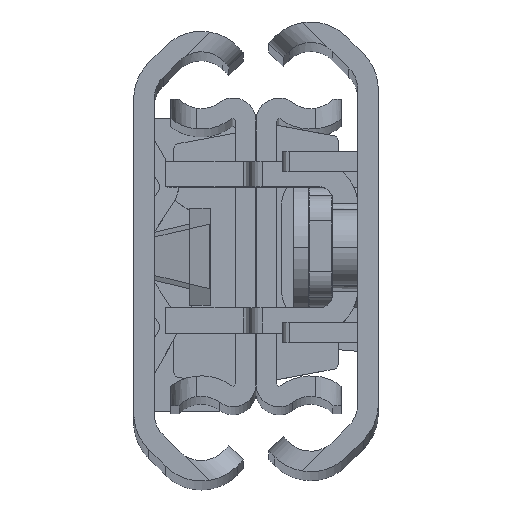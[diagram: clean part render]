
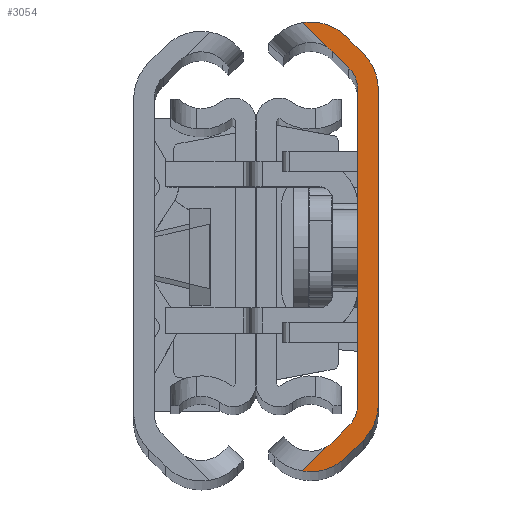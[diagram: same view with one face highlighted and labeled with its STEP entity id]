
A CAD part, top view. The second image highlights one B-rep face of the part: STEP entity #3054.
In plain terms, the highlighted face is planar.
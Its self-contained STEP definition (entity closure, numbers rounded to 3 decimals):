
#169 = CIRCLE ( 'NONE', #3077, 4. ) ;
#305 = ORIENTED_EDGE ( 'NONE', *, *, #2404, .F. ) ;
#346 = AXIS2_PLACEMENT_3D ( 'NONE', #2375, #6314, #10246 ) ;
#357 = CIRCLE ( 'NONE', #7576, 2.4 ) ;
#458 = CARTESIAN_POINT ( 'NONE',  ( 2.486, -16.484, -406.4 ) ) ;
#493 = VERTEX_POINT ( 'NONE', #1741 ) ;
#620 = CARTESIAN_POINT ( 'NONE',  ( 5.955, 17.596, -406.4 ) ) ;
#753 = DIRECTION ( 'NONE',  ( -0.707, 0.707, 0. ) ) ;
#810 = AXIS2_PLACEMENT_3D ( 'NONE', #12110, #9396, #2312 ) ;
#832 = VECTOR ( 'NONE', #753, 1000. ) ;
#913 = DIRECTION ( 'NONE',  ( 0., 0., 1. ) ) ;
#1041 = DIRECTION ( 'NONE',  ( 1., 0., 0. ) ) ;
#1086 = LINE ( 'NONE', #5022, #2489 ) ;
#1284 = DIRECTION ( 'NONE',  ( 0.707, -0.707, 0. ) ) ;
#1389 = VERTEX_POINT ( 'NONE', #10720 ) ;
#1402 = FACE_OUTER_BOUND ( 'NONE', #11745, .T. ) ;
#1428 = VERTEX_POINT ( 'NONE', #9752 ) ;
#1432 = EDGE_CURVE ( 'NONE', #1850, #2879, #1808, .T. ) ;
#1562 = CIRCLE ( 'NONE', #2600, 4. ) ;
#1666 = EDGE_CURVE ( 'NONE', #1428, #2100, #12322, .T. ) ;
#1713 = CARTESIAN_POINT ( 'NONE',  ( 2.303, 14.039, -406.4 ) ) ;
#1741 = CARTESIAN_POINT ( 'NONE',  ( 4.061, -15.702, -406.4 ) ) ;
#1808 = CIRCLE ( 'NONE', #2224, 3.98 ) ;
#1825 = AXIS2_PLACEMENT_3D ( 'NONE', #7257, #2350, #5325 ) ;
#1850 = VERTEX_POINT ( 'NONE', #458 ) ;
#2100 = VERTEX_POINT ( 'NONE', #11829 ) ;
#2131 = CARTESIAN_POINT ( 'NONE',  ( 5.955, -17.596, -406.4 ) ) ;
#2214 = AXIS2_PLACEMENT_3D ( 'NONE', #3822, #7745, #1041 ) ;
#2224 = AXIS2_PLACEMENT_3D ( 'NONE', #3964, #913, #4856 ) ;
#2312 = DIRECTION ( 'NONE',  ( 1., 0., 0. ) ) ;
#2350 = DIRECTION ( 'NONE',  ( 0., 0., 1. ) ) ;
#2375 = CARTESIAN_POINT ( 'NONE',  ( 5.3, -13.67, -406.4 ) ) ;
#2404 = EDGE_CURVE ( 'NONE', #11600, #10080, #169, .T. ) ;
#2415 = DIRECTION ( 'NONE',  ( 0.707, -0.707, 0. ) ) ;
#2489 = VECTOR ( 'NONE', #8886, 1000. ) ;
#2507 = VERTEX_POINT ( 'NONE', #5047 ) ;
#2553 = LINE ( 'NONE', #4622, #5750 ) ;
#2600 = AXIS2_PLACEMENT_3D ( 'NONE', #5477, #3413, #12238 ) ;
#2620 = VERTEX_POINT ( 'NONE', #11413 ) ;
#2713 = VERTEX_POINT ( 'NONE', #3371 ) ;
#2741 = DIRECTION ( 'NONE',  ( 1., 0., 0. ) ) ;
#2872 = EDGE_CURVE ( 'NONE', #10080, #11861, #8898, .T. ) ;
#2879 = VERTEX_POINT ( 'NONE', #2131 ) ;
#3054 = ADVANCED_FACE ( 'NONE', ( #1402 ), #11259, .F. ) ;
#3077 = AXIS2_PLACEMENT_3D ( 'NONE', #12732, #12607, #2741 ) ;
#3149 = CARTESIAN_POINT ( 'NONE',  ( 2.303, 14.039, -406.4 ) ) ;
#3292 = CARTESIAN_POINT ( 'NONE',  ( 1.172, -15.17, -406.4 ) ) ;
#3371 = CARTESIAN_POINT ( 'NONE',  ( 2.303, -14.039, -406.4 ) ) ;
#3413 = DIRECTION ( 'NONE',  ( 0., 0., 1. ) ) ;
#3515 = EDGE_CURVE ( 'NONE', #3775, #11600, #11371, .T. ) ;
#3775 = VERTEX_POINT ( 'NONE', #11877 ) ;
#3822 = CARTESIAN_POINT ( 'NONE',  ( 5.3, 13.67, -406.4 ) ) ;
#3937 = ORIENTED_EDGE ( 'NONE', *, *, #8203, .F. ) ;
#3964 = CARTESIAN_POINT ( 'NONE',  ( 5.3, -13.67, -406.4 ) ) ;
#4111 = DIRECTION ( 'NONE',  ( 0.707, 0.707, 0. ) ) ;
#4196 = DIRECTION ( 'NONE',  ( 0., 0., -1. ) ) ;
#4287 = CIRCLE ( 'NONE', #6553, 2.4 ) ;
#4329 = ORIENTED_EDGE ( 'NONE', *, *, #1432, .F. ) ;
#4388 = EDGE_CURVE ( 'NONE', #2507, #2713, #10503, .T. ) ;
#4403 = ORIENTED_EDGE ( 'NONE', *, *, #10073, .F. ) ;
#4514 = EDGE_CURVE ( 'NONE', #4873, #10932, #1086, .T. ) ;
#4596 = CARTESIAN_POINT ( 'NONE',  ( 1.6, 0., -406.4 ) ) ;
#4622 = CARTESIAN_POINT ( 'NONE',  ( 6.479, -18.12, -406.4 ) ) ;
#4856 = DIRECTION ( 'NONE',  ( 1., 0., 0. ) ) ;
#4873 = VERTEX_POINT ( 'NONE', #620 ) ;
#4995 = ORIENTED_EDGE ( 'NONE', *, *, #7540, .F. ) ;
#5022 = CARTESIAN_POINT ( 'NONE',  ( 5.347, 16.989, -406.4 ) ) ;
#5047 = CARTESIAN_POINT ( 'NONE',  ( 3.617, -15.353, -406.4 ) ) ;
#5087 = CARTESIAN_POINT ( 'NONE',  ( 4., -12.342, -406.4 ) ) ;
#5128 = ORIENTED_EDGE ( 'NONE', *, *, #9773, .F. ) ;
#5139 = VECTOR ( 'NONE', #9938, 1000. ) ;
#5223 = ORIENTED_EDGE ( 'NONE', *, *, #4514, .T. ) ;
#5325 = DIRECTION ( 'NONE',  ( 1., 0., 0. ) ) ;
#5330 = VECTOR ( 'NONE', #1284, 1000. ) ;
#5342 = ORIENTED_EDGE ( 'NONE', *, *, #9810, .T. ) ;
#5477 = CARTESIAN_POINT ( 'NONE',  ( 4., -12.342, -406.4 ) ) ;
#5489 = ORIENTED_EDGE ( 'NONE', *, *, #10742, .F. ) ;
#5510 = CARTESIAN_POINT ( 'NONE',  ( 1.172, 15.17, -406.4 ) ) ;
#5750 = VECTOR ( 'NONE', #2415, 1000. ) ;
#5928 = CARTESIAN_POINT ( 'NONE',  ( 1.172, 15.17, -406.4 ) ) ;
#6314 = DIRECTION ( 'NONE',  ( 0., 0., -1. ) ) ;
#6389 = DIRECTION ( 'NONE',  ( 0., 1., 0. ) ) ;
#6421 = EDGE_CURVE ( 'NONE', #11861, #1389, #1562, .T. ) ;
#6438 = DIRECTION ( 'NONE',  ( 0., 0., -1. ) ) ;
#6477 = DIRECTION ( 'NONE',  ( -0.707, -0.707, 0. ) ) ;
#6553 = AXIS2_PLACEMENT_3D ( 'NONE', #5087, #4196, #10110 ) ;
#6583 = VECTOR ( 'NONE', #4111, 1000. ) ;
#6906 = CARTESIAN_POINT ( 'NONE',  ( 0., 0., -406.4 ) ) ;
#6936 = LINE ( 'NONE', #3149, #6583 ) ;
#7074 = ORIENTED_EDGE ( 'NONE', *, *, #6421, .F. ) ;
#7181 = ORIENTED_EDGE ( 'NONE', *, *, #2872, .F. ) ;
#7257 = CARTESIAN_POINT ( 'NONE',  ( 5.3, 13.67, -406.4 ) ) ;
#7408 = VECTOR ( 'NONE', #6477, 1000. ) ;
#7540 = EDGE_CURVE ( 'NONE', #2620, #10932, #7776, .T. ) ;
#7576 = AXIS2_PLACEMENT_3D ( 'NONE', #11519, #6438, #10559 ) ;
#7598 = CARTESIAN_POINT ( 'NONE',  ( 2.303, -14.039, -406.4 ) ) ;
#7660 = EDGE_CURVE ( 'NONE', #493, #2507, #8396, .T. ) ;
#7745 = DIRECTION ( 'NONE',  ( 0., 0., -1. ) ) ;
#7776 = CIRCLE ( 'NONE', #2214, 2.38 ) ;
#8055 = EDGE_CURVE ( 'NONE', #2713, #1428, #4287, .T. ) ;
#8191 = VECTOR ( 'NONE', #6389, 1000. ) ;
#8197 = CIRCLE ( 'NONE', #1825, 3.98 ) ;
#8203 = EDGE_CURVE ( 'NONE', #2100, #8724, #357, .T. ) ;
#8396 = CIRCLE ( 'NONE', #346, 2.38 ) ;
#8724 = VERTEX_POINT ( 'NONE', #1713 ) ;
#8886 = DIRECTION ( 'NONE',  ( -0.707, -0.707, 0. ) ) ;
#8898 = LINE ( 'NONE', #6906, #5139 ) ;
#9272 = LINE ( 'NONE', #3292, #5330 ) ;
#9396 = DIRECTION ( 'NONE',  ( 0., 0., 1. ) ) ;
#9752 = CARTESIAN_POINT ( 'NONE',  ( 1.6, -12.342, -406.4 ) ) ;
#9773 = EDGE_CURVE ( 'NONE', #4873, #3775, #8197, .T. ) ;
#9810 = EDGE_CURVE ( 'NONE', #493, #2879, #2553, .T. ) ;
#9938 = DIRECTION ( 'NONE',  ( 0., -1., 0. ) ) ;
#10073 = EDGE_CURVE ( 'NONE', #1389, #1850, #9272, .T. ) ;
#10080 = VERTEX_POINT ( 'NONE', #11199 ) ;
#10110 = DIRECTION ( 'NONE',  ( 1., 0., 0. ) ) ;
#10246 = DIRECTION ( 'NONE',  ( 1., 0., 0. ) ) ;
#10297 = ORIENTED_EDGE ( 'NONE', *, *, #4388, .F. ) ;
#10503 = LINE ( 'NONE', #7598, #832 ) ;
#10550 = ORIENTED_EDGE ( 'NONE', *, *, #8055, .F. ) ;
#10557 = CARTESIAN_POINT ( 'NONE',  ( 0., -12.342, -406.4 ) ) ;
#10559 = DIRECTION ( 'NONE',  ( 1., 0., 0. ) ) ;
#10720 = CARTESIAN_POINT ( 'NONE',  ( 1.172, -15.17, -406.4 ) ) ;
#10742 = EDGE_CURVE ( 'NONE', #8724, #2620, #6936, .T. ) ;
#10816 = ORIENTED_EDGE ( 'NONE', *, *, #3515, .F. ) ;
#10932 = VERTEX_POINT ( 'NONE', #12270 ) ;
#11041 = ORIENTED_EDGE ( 'NONE', *, *, #1666, .F. ) ;
#11199 = CARTESIAN_POINT ( 'NONE',  ( 0., 12.342, -406.4 ) ) ;
#11259 = PLANE ( 'NONE',  #810 ) ;
#11371 = LINE ( 'NONE', #5510, #7408 ) ;
#11413 = CARTESIAN_POINT ( 'NONE',  ( 3.617, 15.353, -406.4 ) ) ;
#11519 = CARTESIAN_POINT ( 'NONE',  ( 4., 12.342, -406.4 ) ) ;
#11600 = VERTEX_POINT ( 'NONE', #5928 ) ;
#11745 = EDGE_LOOP ( 'NONE', ( #5128, #5223, #4995, #5489, #3937, #11041, #10550, #10297, #12067, #5342, #4329, #4403, #7074, #7181, #305, #10816 ) ) ;
#11829 = CARTESIAN_POINT ( 'NONE',  ( 1.6, 12.342, -406.4 ) ) ;
#11861 = VERTEX_POINT ( 'NONE', #10557 ) ;
#11877 = CARTESIAN_POINT ( 'NONE',  ( 2.486, 16.484, -406.4 ) ) ;
#12067 = ORIENTED_EDGE ( 'NONE', *, *, #7660, .F. ) ;
#12110 = CARTESIAN_POINT ( 'NONE',  ( 4., -12.342, -406.4 ) ) ;
#12238 = DIRECTION ( 'NONE',  ( 1., 0., 0. ) ) ;
#12270 = CARTESIAN_POINT ( 'NONE',  ( 4.061, 15.702, -406.4 ) ) ;
#12322 = LINE ( 'NONE', #4596, #8191 ) ;
#12607 = DIRECTION ( 'NONE',  ( 0., 0., 1. ) ) ;
#12732 = CARTESIAN_POINT ( 'NONE',  ( 4., 12.342, -406.4 ) ) ;
